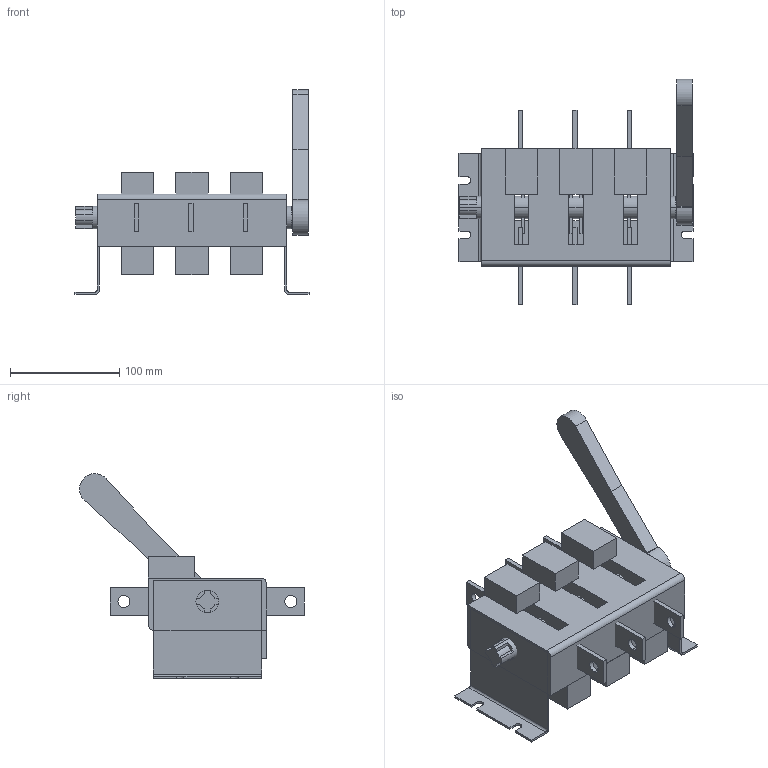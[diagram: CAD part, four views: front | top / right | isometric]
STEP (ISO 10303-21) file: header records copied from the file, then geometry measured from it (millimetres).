
FILE_DESCRIPTION (( 'STEP AP214' ), '1' );
FILE_NAME ('Âûêëþ÷àòåëü-ðàçúåäèíèòåëü ÂÐÓ32Ó_1íàïð_400À íåñúåì ðóê.STEP', '2018-06-22T08:28:42', ( '' ), ( '' ), 'SwSTEP 2.0', 'SolidWorks 2017', '' );
FILE_SCHEMA (( 'AUTOMOTIVE_DESIGN' ));
Length unit declared in the file: millimetre
Products named in the file (1): Âûêëþ÷àòåëü-ðàçúåäèíèòåëü ÂÐÓ32Ó_1íàïð_400À íåñúåì ðóê
Bounding box: 214.5 x 206.23 x 187.73 mm (x, y, z)
Volume: 1157698.9 mm3; surface area: 219954.3 mm2
Topology: 20 solids, 20 shells, 253 faces, 621 edges, 414 vertices
Faces by surface type: plane 206, cylinder 47
Entity records: 9355 total; most frequent: CARTESIAN_POINT 1289, ORIENTED_EDGE 1242, DIRECTION 1239, EDGE_CURVE 621, LINE 511, VECTOR 511, VERTEX_POINT 414, AXIS2_PLACEMENT_3D 364
